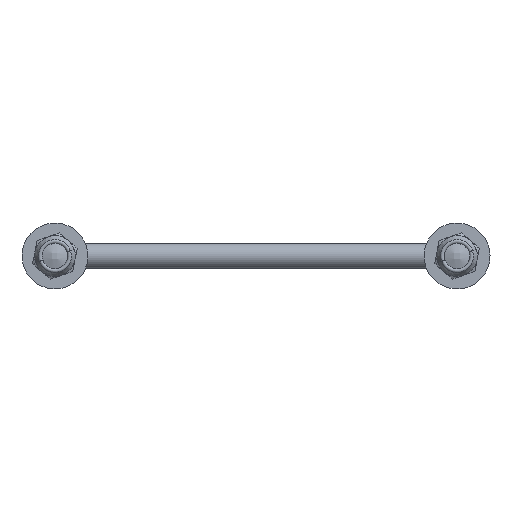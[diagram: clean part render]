
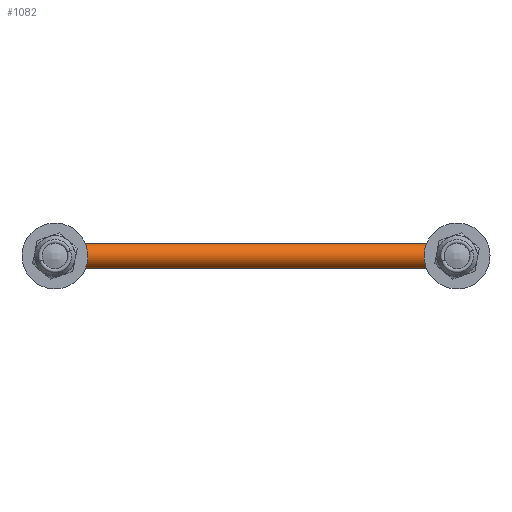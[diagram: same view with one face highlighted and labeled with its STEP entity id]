
A CAD part, front view. The second image highlights one B-rep face of the part: STEP entity #1082.
In plain terms, the highlighted cylindrical face has radius 4 mm (diameter 8 mm), a partial arc.
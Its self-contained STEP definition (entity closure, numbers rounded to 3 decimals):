
#59 = DIRECTION ( 'NONE',  ( -1., 0., 0. ) ) ;
#71 = DIRECTION ( 'NONE',  ( -1., 0., 0. ) ) ;
#77 = CARTESIAN_POINT ( 'NONE',  ( -9., 164., 0. ) ) ;
#179 = CARTESIAN_POINT ( 'NONE',  ( -119., 164., 0. ) ) ;
#200 = CARTESIAN_POINT ( 'NONE',  ( -9., 168., 0. ) ) ;
#211 = EDGE_CURVE ( 'NONE', #323, #2375, #747, .T. ) ;
#271 = VERTEX_POINT ( 'NONE', #179 ) ;
#323 = VERTEX_POINT ( 'NONE', #1672 ) ;
#385 = DIRECTION ( 'NONE',  ( 0., 0., 1. ) ) ;
#390 = ORIENTED_EDGE ( 'NONE', *, *, #986, .T. ) ;
#407 = ORIENTED_EDGE ( 'NONE', *, *, #211, .F. ) ;
#447 = AXIS2_PLACEMENT_3D ( 'NONE', #1205, #71, #1395 ) ;
#448 = VECTOR ( 'NONE', #1902, 1000. ) ;
#500 = CARTESIAN_POINT ( 'NONE',  ( -119., 168., 0. ) ) ;
#543 = CARTESIAN_POINT ( 'NONE',  ( -119., 168., 0. ) ) ;
#546 = CARTESIAN_POINT ( 'NONE',  ( -119., 168., -4. ) ) ;
#557 = CARTESIAN_POINT ( 'NONE',  ( -9., 168., 4. ) ) ;
#616 = ORIENTED_EDGE ( 'NONE', *, *, #1623, .T. ) ;
#688 = VECTOR ( 'NONE', #2080, 1000. ) ;
#696 = DIRECTION ( 'NONE',  ( 0., 0., 1. ) ) ;
#741 = DIRECTION ( 'NONE',  ( 0., 0., 1. ) ) ;
#747 = LINE ( 'NONE', #2054, #688 ) ;
#814 = EDGE_CURVE ( 'NONE', #2375, #271, #2324, .T. ) ;
#885 = CARTESIAN_POINT ( 'NONE',  ( -9., 168., 4. ) ) ;
#894 = EDGE_CURVE ( 'NONE', #323, #1906, #1818, .T. ) ;
#931 = CIRCLE ( 'NONE', #2278, 4. ) ;
#986 = EDGE_CURVE ( 'NONE', #1906, #1396, #931, .T. ) ;
#1002 = CIRCLE ( 'NONE', #1982, 4. ) ;
#1082 = ADVANCED_FACE ( 'NONE', ( #2326 ), #2057, .T. ) ;
#1132 = AXIS2_PLACEMENT_3D ( 'NONE', #543, #1889, #741 ) ;
#1185 = CARTESIAN_POINT ( 'NONE',  ( -9., 168., 0. ) ) ;
#1190 = ORIENTED_EDGE ( 'NONE', *, *, #1370, .F. ) ;
#1205 = CARTESIAN_POINT ( 'NONE',  ( -9., 168., 0. ) ) ;
#1370 = EDGE_CURVE ( 'NONE', #271, #1730, #1002, .T. ) ;
#1381 = DIRECTION ( 'NONE',  ( 0., 0., 1. ) ) ;
#1394 = AXIS2_PLACEMENT_3D ( 'NONE', #200, #1525, #385 ) ;
#1395 = DIRECTION ( 'NONE',  ( 0., 0., 1. ) ) ;
#1396 = VERTEX_POINT ( 'NONE', #885 ) ;
#1405 = LINE ( 'NONE', #557, #448 ) ;
#1428 = ORIENTED_EDGE ( 'NONE', *, *, #894, .T. ) ;
#1525 = DIRECTION ( 'NONE',  ( -1., 0., 0. ) ) ;
#1553 = ORIENTED_EDGE ( 'NONE', *, *, #814, .F. ) ;
#1623 = EDGE_CURVE ( 'NONE', #1396, #1730, #1405, .T. ) ;
#1672 = CARTESIAN_POINT ( 'NONE',  ( -9., 168., -4. ) ) ;
#1730 = VERTEX_POINT ( 'NONE', #2304 ) ;
#1818 = CIRCLE ( 'NONE', #1394, 4. ) ;
#1837 = DIRECTION ( 'NONE',  ( -1., 0., 0. ) ) ;
#1889 = DIRECTION ( 'NONE',  ( -1., 0., 0. ) ) ;
#1902 = DIRECTION ( 'NONE',  ( -1., 0., 0. ) ) ;
#1906 = VERTEX_POINT ( 'NONE', #77 ) ;
#1982 = AXIS2_PLACEMENT_3D ( 'NONE', #500, #1837, #696 ) ;
#2054 = CARTESIAN_POINT ( 'NONE',  ( -9., 168., -4. ) ) ;
#2057 = CYLINDRICAL_SURFACE ( 'NONE', #447, 4. ) ;
#2080 = DIRECTION ( 'NONE',  ( -1., 0., 0. ) ) ;
#2278 = AXIS2_PLACEMENT_3D ( 'NONE', #1185, #59, #1381 ) ;
#2296 = EDGE_LOOP ( 'NONE', ( #407, #1428, #390, #616, #1190, #1553 ) ) ;
#2304 = CARTESIAN_POINT ( 'NONE',  ( -119., 168., 4. ) ) ;
#2324 = CIRCLE ( 'NONE', #1132, 4. ) ;
#2326 = FACE_OUTER_BOUND ( 'NONE', #2296, .T. ) ;
#2375 = VERTEX_POINT ( 'NONE', #546 ) ;
